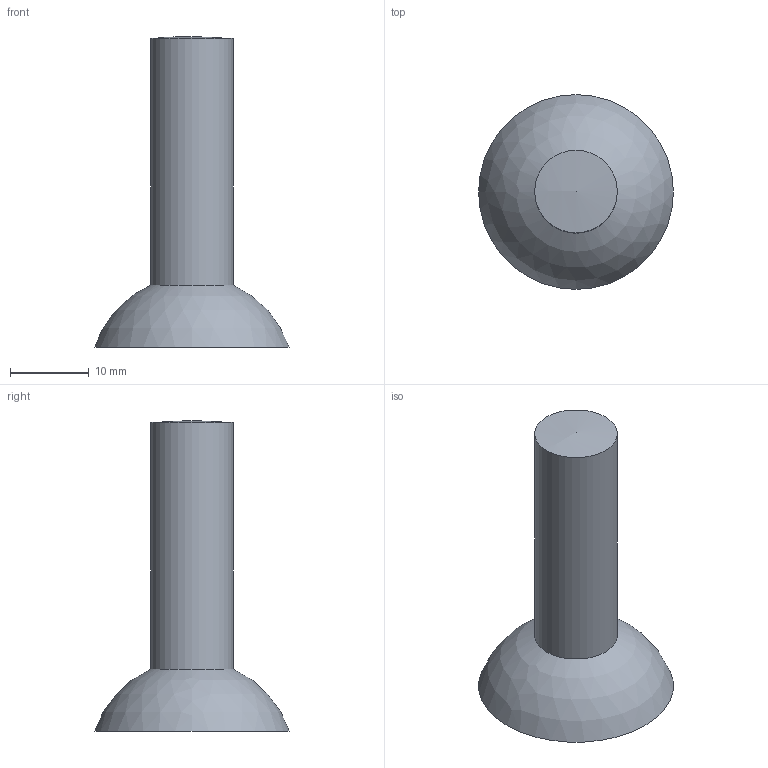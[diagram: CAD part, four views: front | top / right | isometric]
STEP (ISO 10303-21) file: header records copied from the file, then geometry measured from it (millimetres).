
FILE_DESCRIPTION(/* description */ (''),/* implementation_level */ '2;1');
FILE_NAME(/* name */ 'Joystick_wheelchair.step',/* time_stamp */ '2025-11-03T12:32:23+01:00',/* author */ (''),/* organization */ (''),/* preprocessor_version */ 'ST-DEVELOPER v20.1',/* originating_system */ 'Autodesk Translation Framework v14.17.0.0',/* authorisation */ '');
FILE_SCHEMA (('AUTOMOTIVE_DESIGN { 1 0 10303 214 3 1 1 }'));
Length unit declared in the file: millimetre
Products named in the file (2): Joystick; Thumbstick
Assembly tree (1 placements, depth 2):
  Joystick
    Thumbstick
Bounding box: 24.74 x 24.74 x 39.5 mm (x, y, z)
Volume: 3222.3 mm3; surface area: 2583.4 mm2
Topology: 1 solids, 1 shells, 17 faces, 42 edges, 28 vertices
Faces by surface type: plane 11, sphere 3, cylinder 2, torus 1
Full cylindrical faces by diameter (mm): 5.8 x1, 10.5 x1
Entity records: 609 total; most frequent: DIRECTION 96, CARTESIAN_POINT 89, ORIENTED_EDGE 82, EDGE_CURVE 41, AXIS2_PLACEMENT_3D 35, VERTEX_POINT 28, LINE 26, VECTOR 26
